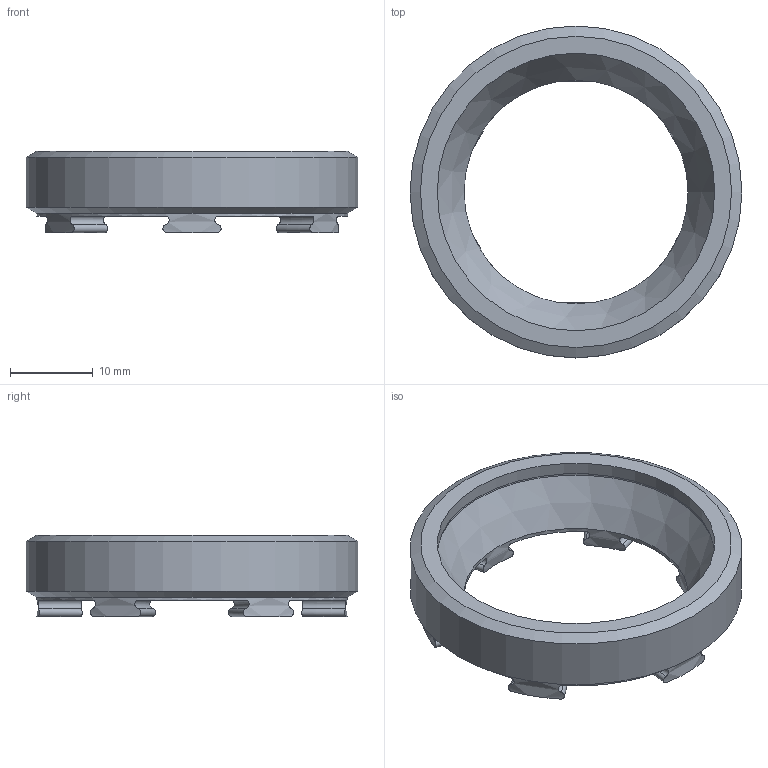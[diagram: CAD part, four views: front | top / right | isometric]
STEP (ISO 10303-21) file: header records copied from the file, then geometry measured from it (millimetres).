
FILE_DESCRIPTION(/* description */ (''),/* implementation_level */ '2;1');
FILE_NAME(/* name */ '333260000.stp',/* time_stamp */ '2022-09-23T07:47:33',/* author */ ('Ratnasingam Jekanthan'),/* organization */ ('REGO-FIX'),/* preprocessor_version */ ' Unknown',/* originating_system */ 'SIEMENS PLM Software Solid Edge ST10',/* authorization */ 'Unknown');
FILE_SCHEMA (('AUTOMOTIVE_DESIGN { 1 0 10303 214 2 1 1}'));
Length unit declared in the file: millimetre
Products named in the file (1): NOCUT
Bounding box: 40 x 40 x 9.8 mm (x, y, z)
Volume: 4150.1 mm3; surface area: 3042.1 mm2
Topology: 1 solids, 1 shells, 45 faces, 128 edges, 84 vertices
Faces by surface type: torus 25, plane 13, cylinder 4, cone 3
Full cylindrical faces by diameter (mm): 27 x1, 33.448 x1, 37.5 x1, 40 x1
Entity records: 1875 total; most frequent: CARTESIAN_POINT 437, DIRECTION 234, ORIENTED_EDGE 232, AXIS2_PLACEMENT_3D 117, EDGE_CURVE 116, VERTEX_POINT 80, CIRCLE 68, EDGE_LOOP 54
